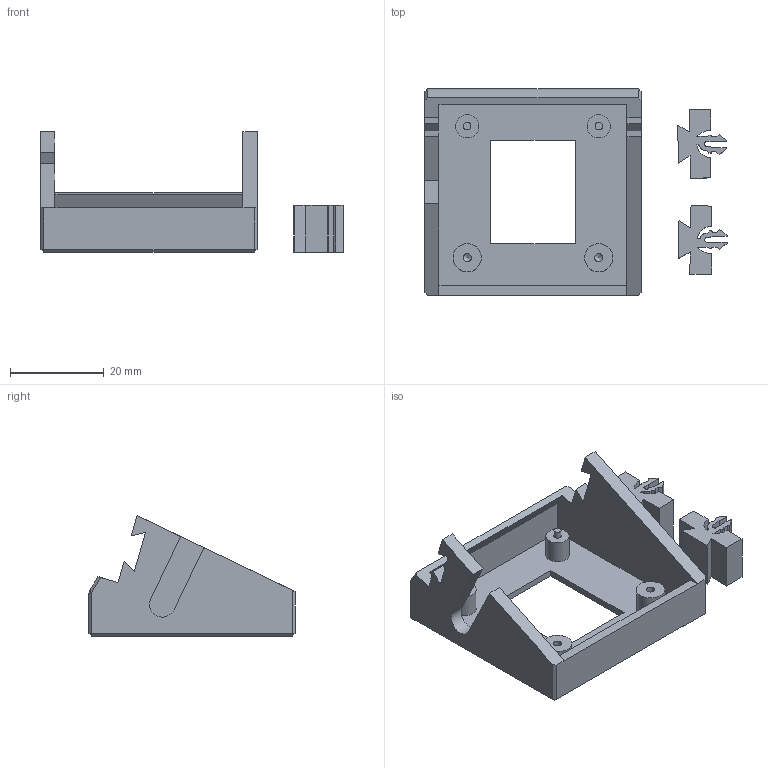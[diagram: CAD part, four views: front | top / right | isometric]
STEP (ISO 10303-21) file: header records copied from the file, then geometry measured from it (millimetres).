
FILE_DESCRIPTION(/* description */ ('STEP AP242','CAx-IF Rec.Pracs.---Representation and Presentation of Product Manufacturing Information (PMI)---4.0---2014-10-13','CAx-IF Rec.Pracs.---3D Tessellated Geometry---0.4---2014-09-14','2;1','CAx-IF Rec.Pracs.---User Defined Attributes---1.5---2016-08-15'),/* implementation_level */ '2;1');
FILE_NAME(/* name */ '691ee575c31e64d0d8bced0c',/* time_stamp */ '2025-11-20T09:55:02Z',/* author */ (''),/* organization */ (''),/* preprocessor_version */ 'ST-DEVELOPER v20',/* originating_system */ 'ONSHAPE BY PTC INC, 1.206',/* authorisation */ ' ');
FILE_SCHEMA (('AP242_MANAGED_MODEL_BASED_3D_ENGINEERING_MIM_LF { 1 0 10303 442 1 1 4 }'));
Length unit declared in the file: metre
Products named in the file (3): Cam Housing; Clip (7.8mm)
Bounding box: 64.3 x 44 x 25.69 mm (x, y, z)
Volume: 10225.8 mm3; surface area: 9986.4 mm2
Topology: 3 solids, 3 shells, 151 faces, 416 edges, 277 vertices
Faces by surface type: plane 124, cylinder 25, cone 2
Full cylindrical faces by diameter (mm): 1.6 x2, 1.75 x2, 5 x2, 6 x2
Entity records: 4733 total; most frequent: CARTESIAN_POINT 827, ORIENTED_EDGE 800, DIRECTION 758, EDGE_CURVE 400, LINE 350, VECTOR 350, VERTEX_POINT 273, AXIS2_PLACEMENT_3D 204
